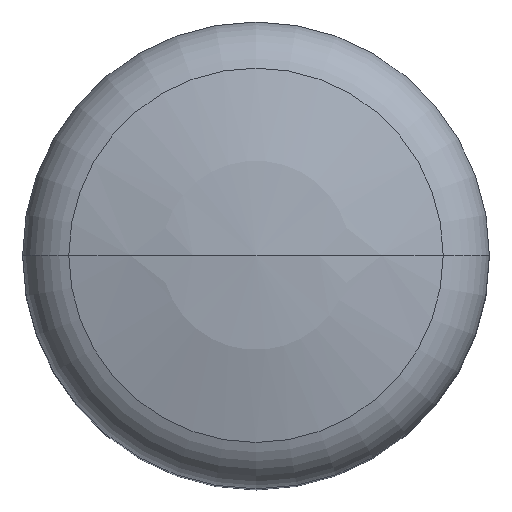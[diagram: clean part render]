
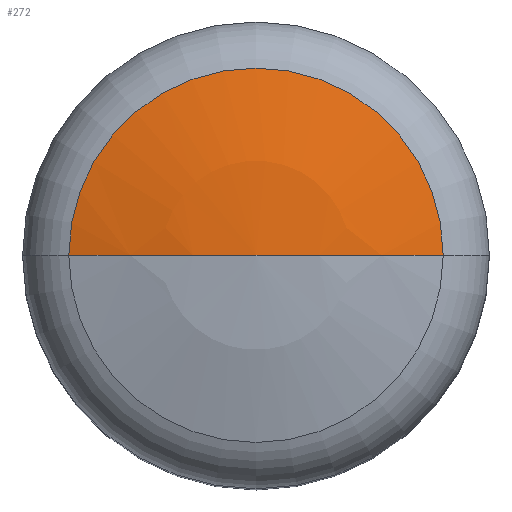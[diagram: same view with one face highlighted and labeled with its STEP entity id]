
A CAD part, top view. The second image highlights one B-rep face of the part: STEP entity #272.
In plain terms, the highlighted spherical face has radius 32 mm.
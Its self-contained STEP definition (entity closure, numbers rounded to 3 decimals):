
#154=EDGE_CURVE('',#298,#286,#422,.T.);
#172=EDGE_CURVE('',#286,#340,#442,.T.);
#272=ADVANCED_FACE('',(#558),#559,.T.);
#286=VERTEX_POINT('',#576);
#298=VERTEX_POINT('',#589);
#310=EDGE_CURVE('',#340,#298,#603,.T.);
#340=VERTEX_POINT('',#635);
#422=CIRCLE('',#715,32.);
#442=CIRCLE('',#740,32.);
#558=FACE_OUTER_BOUND('',#903,.T.);
#559=SPHERICAL_SURFACE('',#904,32.);
#576=CARTESIAN_POINT('',(0.,0.,67.5));
#589=CARTESIAN_POINT('',(-9.222,0.,66.142));
#603=CIRCLE('',#960,9.222);
#635=CARTESIAN_POINT('',(9.222,0.,66.142));
#715=AXIS2_PLACEMENT_3D('',#1137,#1138,#1139);
#740=AXIS2_PLACEMENT_3D('',#1168,#1169,#1170);
#903=EDGE_LOOP('',(#1315,#1316,#1317));
#904=AXIS2_PLACEMENT_3D('',#1318,#1319,#1320);
#960=AXIS2_PLACEMENT_3D('',#1377,#1378,#1379);
#1137=CARTESIAN_POINT('',(0.,0.,35.5));
#1138=DIRECTION('',(0.,1.0,0.0));
#1139=DIRECTION('',(0.0,-0.0,-1.0));
#1168=CARTESIAN_POINT('',(0.,0.,35.5));
#1169=DIRECTION('',(0.,1.0,0.0));
#1170=DIRECTION('',(0.0,-0.0,-1.0));
#1315=ORIENTED_EDGE('',*,*,#154,.T.);
#1316=ORIENTED_EDGE('',*,*,#172,.T.);
#1317=ORIENTED_EDGE('',*,*,#310,.T.);
#1318=CARTESIAN_POINT('',(0.,0.,35.5));
#1319=DIRECTION('',(0.0,0.0,1.0));
#1320=DIRECTION('',(-1.0,0.,0.0));
#1377=CARTESIAN_POINT('',(0.,0.,66.142));
#1378=DIRECTION('',(0.0,0.0,1.0));
#1379=DIRECTION('',(1.0,0.,0.0));
